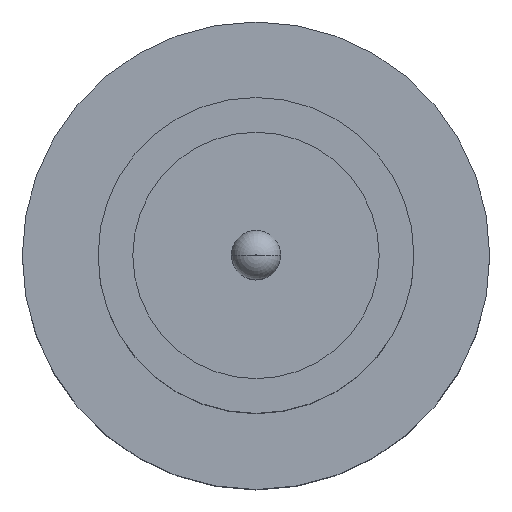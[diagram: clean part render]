
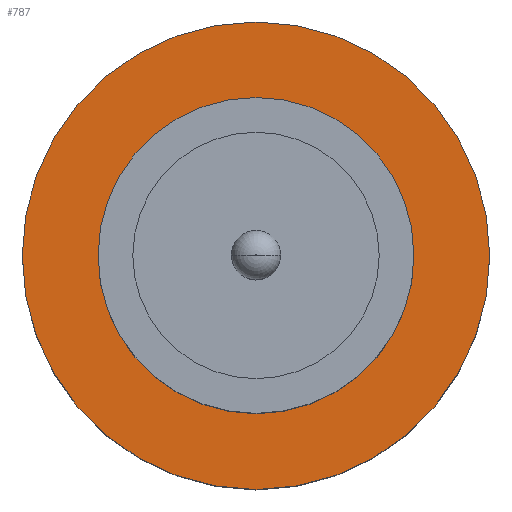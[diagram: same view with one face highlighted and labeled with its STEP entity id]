
A CAD part, top view. The second image highlights one B-rep face of the part: STEP entity #787.
In plain terms, the highlighted planar face has unit normal (0, 0, 1).
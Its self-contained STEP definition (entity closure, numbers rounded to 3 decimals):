
#24 = CARTESIAN_POINT ( 'NONE',  ( 0., 0., 1.55 ) ) ;
#37 = ORIENTED_EDGE ( 'NONE', *, *, #332, .F. ) ;
#39 = ORIENTED_EDGE ( 'NONE', *, *, #779, .T. ) ;
#71 = CARTESIAN_POINT ( 'NONE',  ( 1.25, 0., 1.55 ) ) ;
#76 = CARTESIAN_POINT ( 'NONE',  ( 1.85, 0., 1.55 ) ) ;
#95 = AXIS2_PLACEMENT_3D ( 'NONE', #243, #301, #169 ) ;
#141 = DIRECTION ( 'NONE',  ( 1., 0., 0. ) ) ;
#169 = DIRECTION ( 'NONE',  ( 1., 0., 0. ) ) ;
#225 = EDGE_CURVE ( 'NONE', #288, #260, #483, .T. ) ;
#243 = CARTESIAN_POINT ( 'NONE',  ( 0., 0., 1.55 ) ) ;
#255 = AXIS2_PLACEMENT_3D ( 'NONE', #523, #261, #141 ) ;
#260 = VERTEX_POINT ( 'NONE', #76 ) ;
#261 = DIRECTION ( 'NONE',  ( 0., 0., 1. ) ) ;
#264 = CARTESIAN_POINT ( 'NONE',  ( -1.85, 0., 1.55 ) ) ;
#265 = DIRECTION ( 'NONE',  ( 0., 0., 1. ) ) ;
#274 = CIRCLE ( 'NONE', #449, 1.85 ) ;
#288 = VERTEX_POINT ( 'NONE', #264 ) ;
#301 = DIRECTION ( 'NONE',  ( 0., 0., 1. ) ) ;
#332 = EDGE_CURVE ( 'NONE', #652, #423, #773, .T. ) ;
#340 = PLANE ( 'NONE',  #680 ) ;
#347 = DIRECTION ( 'NONE',  ( 1., 0., 0. ) ) ;
#376 = FACE_OUTER_BOUND ( 'NONE', #728, .T. ) ;
#405 = DIRECTION ( 'NONE',  ( 1., 0., 0. ) ) ;
#423 = VERTEX_POINT ( 'NONE', #777 ) ;
#443 = CIRCLE ( 'NONE', #729, 1.25 ) ;
#449 = AXIS2_PLACEMENT_3D ( 'NONE', #453, #265, #405 ) ;
#453 = CARTESIAN_POINT ( 'NONE',  ( 0., 0., 1.55 ) ) ;
#458 = FACE_BOUND ( 'NONE', #702, .T. ) ;
#483 = CIRCLE ( 'NONE', #95, 1.85 ) ;
#522 = EDGE_CURVE ( 'NONE', #423, #652, #443, .T. ) ;
#523 = CARTESIAN_POINT ( 'NONE',  ( 0., 0., 1.55 ) ) ;
#528 = ORIENTED_EDGE ( 'NONE', *, *, #522, .F. ) ;
#652 = VERTEX_POINT ( 'NONE', #71 ) ;
#680 = AXIS2_PLACEMENT_3D ( 'NONE', #24, #761, #347 ) ;
#702 = EDGE_LOOP ( 'NONE', ( #37, #528 ) ) ;
#728 = EDGE_LOOP ( 'NONE', ( #791, #39 ) ) ;
#729 = AXIS2_PLACEMENT_3D ( 'NONE', #747, #804, #800 ) ;
#747 = CARTESIAN_POINT ( 'NONE',  ( 0., 0., 1.55 ) ) ;
#761 = DIRECTION ( 'NONE',  ( 0., 0., 1. ) ) ;
#773 = CIRCLE ( 'NONE', #255, 1.25 ) ;
#777 = CARTESIAN_POINT ( 'NONE',  ( -1.25, 0., 1.55 ) ) ;
#779 = EDGE_CURVE ( 'NONE', #260, #288, #274, .T. ) ;
#787 = ADVANCED_FACE ( 'NONE', ( #458, #376 ), #340, .T. ) ;
#791 = ORIENTED_EDGE ( 'NONE', *, *, #225, .T. ) ;
#800 = DIRECTION ( 'NONE',  ( 1., 0., 0. ) ) ;
#804 = DIRECTION ( 'NONE',  ( 0., 0., 1. ) ) ;
